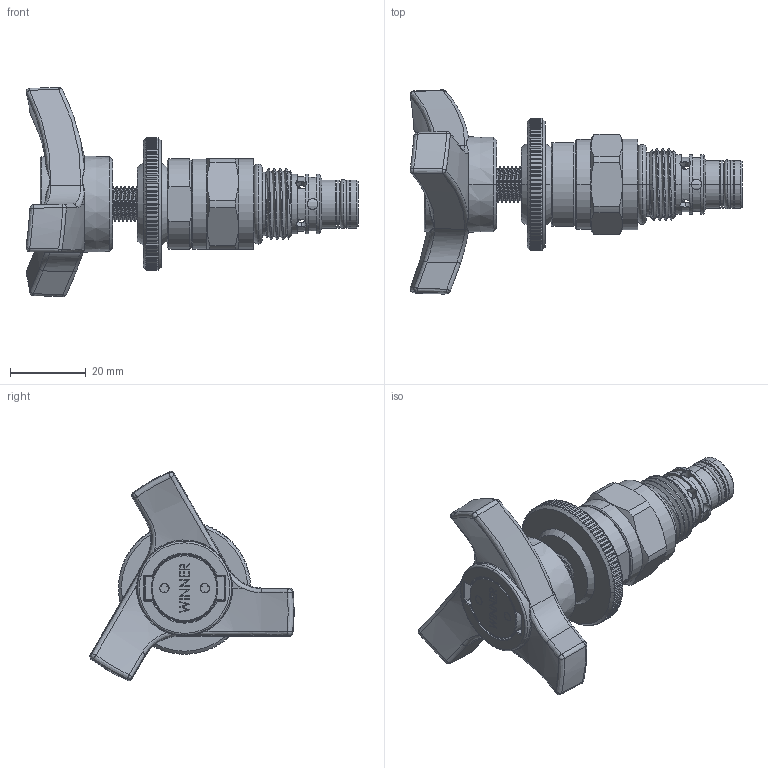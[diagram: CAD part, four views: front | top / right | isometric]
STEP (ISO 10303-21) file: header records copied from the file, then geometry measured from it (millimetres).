
FILE_DESCRIPTION (( 'STEP AP203' ), '1' );
FILE_NAME ('NV08W20-T.STEP', '2016-07-05T05:44:18', ( '' ), ( '' ), 'SwSTEP 2.0', 'SolidWorks 2012', '' );
FILE_SCHEMA (( 'CONFIG_CONTROL_DESIGN' ));
Length unit declared in the file: millimetre
Products named in the file (1): NV08W20-T
Bounding box: 87.79 x 54.02 x 55.33 mm (x, y, z)
Volume: 36916.6 mm3; surface area: 17019.3 mm2
Topology: 10 solids, 10 shells, 948 faces, 2562 edges, 1631 vertices
Faces by surface type: plane 359, cylinder 278, bspline 153, cone 89, sphere 40, torus 29
Entity records: 95127 total; most frequent: CARTESIAN_POINT 73533, ORIENTED_EDGE 5078, DIRECTION 3828, EDGE_CURVE 2539, VERTEX_POINT 1625, AXIS2_PLACEMENT_3D 1487, EDGE_LOOP 994, ADVANCED_FACE 948
